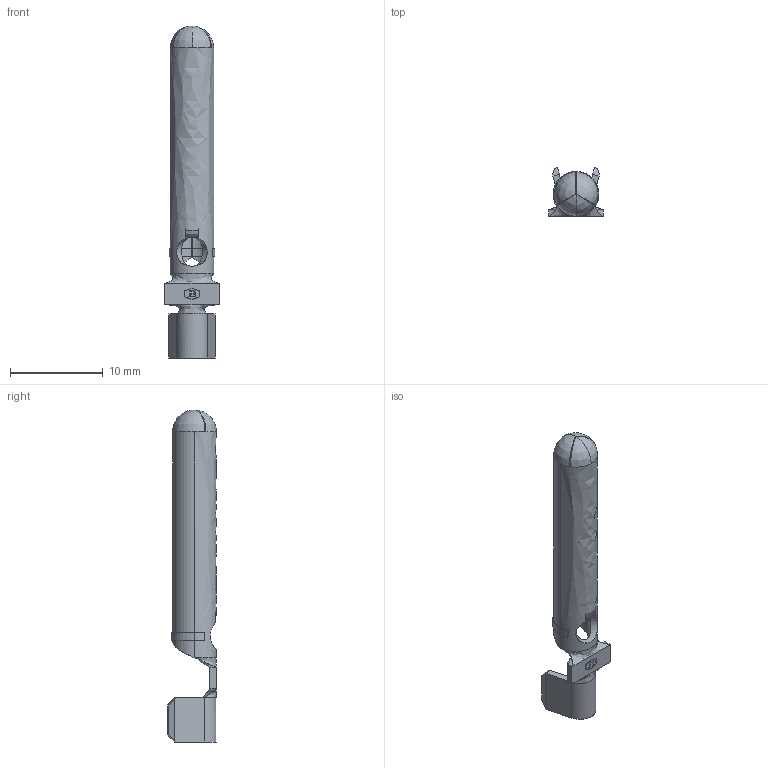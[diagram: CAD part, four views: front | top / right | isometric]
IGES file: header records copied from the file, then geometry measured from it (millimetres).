
Start section: SolidWorks IGES file using analytic representation for surfaces
Global section: file name: 09218.IGS; native system: SolidWorks 2014; preprocessor: SolidWorks 2014; author: sjohnson; date: 150119.144137; units: inch
Bounding box: 5.84 x 5.28 x 35.89 mm (x, y, z)
Surface area: 907.2 mm2 (no closed solid volume)
Topology: 0 solids, 0 shells, 188 faces, 1350 edges, 1350 vertices
Faces by surface type: bspline 137, revolution 51
